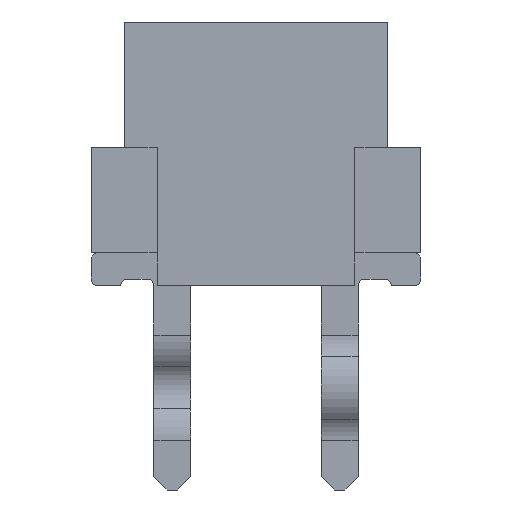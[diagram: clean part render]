
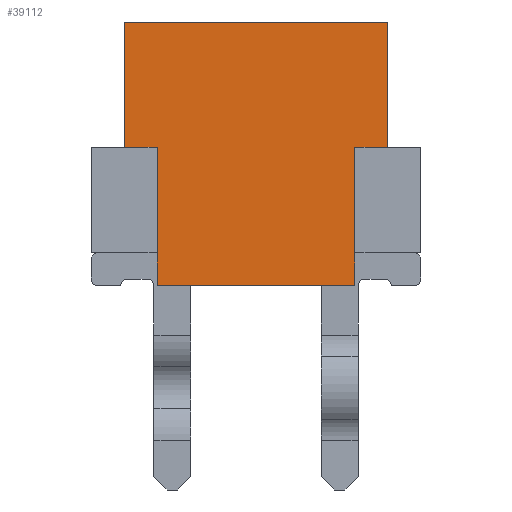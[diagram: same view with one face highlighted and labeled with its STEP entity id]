
A CAD part, front view. The second image highlights one B-rep face of the part: STEP entity #39112.
In plain terms, the highlighted face is planar.
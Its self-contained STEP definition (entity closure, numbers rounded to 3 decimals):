
#809=PLANE('',#41355);
#3710=LINE('',#56317,#7150);
#3814=LINE('',#56529,#7254);
#3917=LINE('',#56726,#7357);
#3924=LINE('',#56740,#7364);
#3928=LINE('',#56748,#7368);
#3930=LINE('',#56751,#7370);
#3931=LINE('',#56753,#7371);
#3932=LINE('',#56754,#7372);
#3933=LINE('',#56756,#7373);
#3934=LINE('',#56758,#7374);
#7150=VECTOR('',#47889,1000.);
#7254=VECTOR('',#48053,1000.);
#7357=VECTOR('',#48186,1000.);
#7364=VECTOR('',#48199,1000.);
#7368=VECTOR('',#48205,1000.);
#7370=VECTOR('',#48209,1000.);
#7371=VECTOR('',#48212,1000.);
#7372=VECTOR('',#48213,1000.);
#7373=VECTOR('',#48214,1000.);
#7374=VECTOR('',#48215,1000.);
#14319=ORIENTED_EDGE('',*,*,#19950,.F.);
#14320=ORIENTED_EDGE('',*,*,#20067,.F.);
#14321=ORIENTED_EDGE('',*,*,#20066,.F.);
#14322=ORIENTED_EDGE('',*,*,#20053,.F.);
#14323=ORIENTED_EDGE('',*,*,#20068,.F.);
#14324=ORIENTED_EDGE('',*,*,#20069,.F.);
#14325=ORIENTED_EDGE('',*,*,#20070,.F.);
#14326=ORIENTED_EDGE('',*,*,#20060,.F.);
#14327=ORIENTED_EDGE('',*,*,#20064,.F.);
#14328=ORIENTED_EDGE('',*,*,#19844,.F.);
#19844=EDGE_CURVE('',#22947,#20913,#3710,.T.);
#19950=EDGE_CURVE('',#23017,#22947,#3814,.T.);
#20053=EDGE_CURVE('',#23096,#23097,#3917,.T.);
#20060=EDGE_CURVE('',#23100,#23101,#3924,.T.);
#20064=EDGE_CURVE('',#20913,#23100,#3928,.T.);
#20066=EDGE_CURVE('',#23097,#21044,#3930,.T.);
#20067=EDGE_CURVE('',#21044,#23017,#3931,.T.);
#20068=EDGE_CURVE('',#23104,#23096,#3932,.T.);
#20069=EDGE_CURVE('',#23105,#23104,#3933,.T.);
#20070=EDGE_CURVE('',#23101,#23105,#3934,.T.);
#20913=VERTEX_POINT('',#50085);
#21044=VERTEX_POINT('',#50479);
#22947=VERTEX_POINT('',#56316);
#23017=VERTEX_POINT('',#56528);
#23096=VERTEX_POINT('',#56725);
#23097=VERTEX_POINT('',#56727);
#23100=VERTEX_POINT('',#56739);
#23101=VERTEX_POINT('',#56741);
#23104=VERTEX_POINT('',#56755);
#23105=VERTEX_POINT('',#56757);
#25321=EDGE_LOOP('',(#14319,#14320,#14321,#14322,#14323,#14324,#14325,#14326,
#14327,#14328));
#26855=FACE_BOUND('',#25321,.T.);
#39112=ADVANCED_FACE('',(#26855),#809,.F.);
#41355=AXIS2_PLACEMENT_3D('',#56752,#48210,#48211);
#47889=DIRECTION('',(0.,0.,1.));
#48053=DIRECTION('',(0.,-1.,0.));
#48186=DIRECTION('',(0.,-1.,0.));
#48199=DIRECTION('',(0.,-1.,0.));
#48205=DIRECTION('',(0.,0.,1.));
#48209=DIRECTION('',(0.,0.,-1.));
#48210=DIRECTION('',(-1.,0.,0.));
#48211=DIRECTION('',(0.,0.,1.));
#48212=DIRECTION('',(0.,0.,-1.));
#48213=DIRECTION('',(0.,0.,-1.));
#48214=DIRECTION('',(0.,1.,0.));
#48215=DIRECTION('',(0.,0.,1.));
#50085=CARTESIAN_POINT('',(11.695,-1.5,-1.6));
#50479=CARTESIAN_POINT('',(11.695,1.5,-1.6));
#56316=CARTESIAN_POINT('',(11.695,-1.5,-2.1));
#56317=CARTESIAN_POINT('',(11.695,-1.5,-2.1));
#56528=CARTESIAN_POINT('',(11.695,1.5,-2.1));
#56529=CARTESIAN_POINT('',(11.695,1.5,-2.1));
#56725=CARTESIAN_POINT('',(11.695,2.,0.));
#56726=CARTESIAN_POINT('',(11.695,2.,0.));
#56727=CARTESIAN_POINT('',(11.695,1.5,0.));
#56739=CARTESIAN_POINT('',(11.695,-1.5,0.));
#56740=CARTESIAN_POINT('',(11.695,-1.5,0.));
#56741=CARTESIAN_POINT('',(11.695,-2.,0.));
#56748=CARTESIAN_POINT('',(11.695,-1.5,-2.1));
#56751=CARTESIAN_POINT('',(11.695,1.5,0.));
#56752=CARTESIAN_POINT('',(11.695,0.,0.));
#56753=CARTESIAN_POINT('',(11.695,1.5,0.));
#56754=CARTESIAN_POINT('',(11.695,2.,1.9));
#56755=CARTESIAN_POINT('',(11.695,2.,1.9));
#56756=CARTESIAN_POINT('',(11.695,-2.,1.9));
#56757=CARTESIAN_POINT('',(11.695,-2.,1.9));
#56758=CARTESIAN_POINT('',(11.695,-2.,0.));
